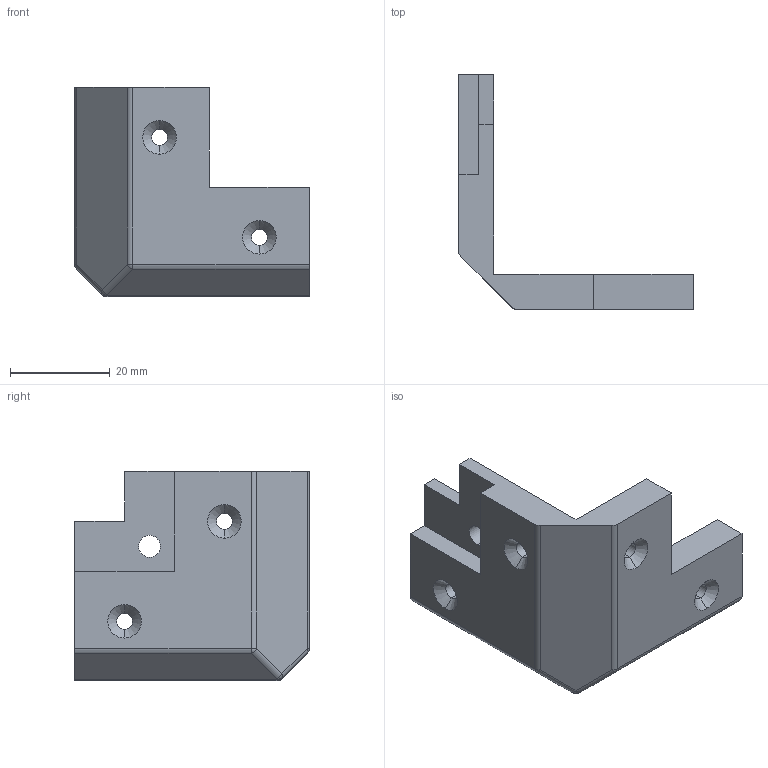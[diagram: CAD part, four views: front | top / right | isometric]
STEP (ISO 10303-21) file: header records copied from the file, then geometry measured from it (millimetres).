
FILE_DESCRIPTION (( 'STEP AP214' ), '1' );
FILE_NAME ('cornerCoverBottomHINGE.STEP', '2025-09-18T19:07:58', ( '' ), ( '' ), 'SwSTEP 2.0', 'SolidWorks 2024', '' );
FILE_SCHEMA (( 'AUTOMOTIVE_DESIGN' ));
Length unit declared in the file: millimetre
Products named in the file (1): cornerCoverBottomHINGE
Bounding box: 47 x 47 x 41.87 mm (x, y, z)
Volume: 16580.3 mm3; surface area: 7541.7 mm2
Topology: 1 solids, 1 shells, 53 faces, 129 edges, 78 vertices
Faces by surface type: cylinder 21, plane 17, cone 8, sphere 3, torus 2, bspline 2
Entity records: 2201 total; most frequent: CARTESIAN_POINT 314, DIRECTION 280, ORIENTED_EDGE 258, EDGE_CURVE 129, AXIS2_PLACEMENT_3D 104, VERTEX_POINT 78, VECTOR 72, LINE 72
